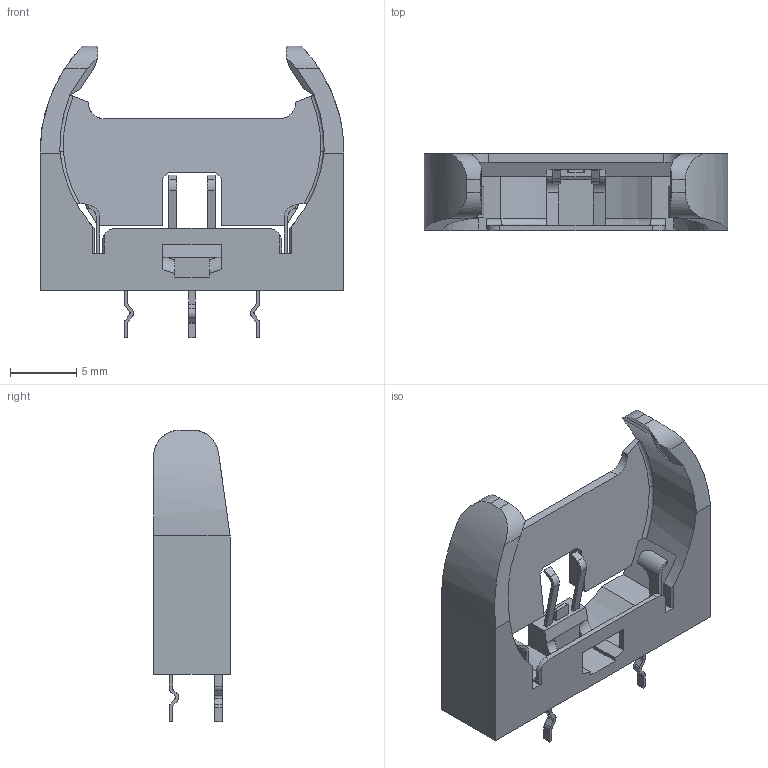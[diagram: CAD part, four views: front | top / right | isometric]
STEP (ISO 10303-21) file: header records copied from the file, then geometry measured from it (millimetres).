
FILE_DESCRIPTION((''),'2;1');
FILE_NAME('C-2-1775485-1','2021-08-16T06:02:52',('workeradm'),('TE Connectivity Ltd.'),'CREO PARAMETRIC BY PTC INC, 2021072','CREO PARAMETRIC BY PTC INC, 2021072','');
FILE_SCHEMA(('AUTOMOTIVE_DESIGN { 1 0 10303 214 1 1 1 1 }'));
Length unit declared in the file: millimetre
Products named in the file (1): C-2-1775485-1
Bounding box: 23 x 5.8 x 22.09 mm (x, y, z)
Volume: 812.6 mm3; surface area: 1357.3 mm2
Topology: 1 solids, 1 shells, 213 faces, 605 edges, 400 vertices
Faces by surface type: plane 140, cylinder 64, bspline 6, torus 3
Entity records: 7820 total; most frequent: CARTESIAN_POINT 2320, ORIENTED_EDGE 1210, DIRECTION 1036, EDGE_CURVE 605, VECTOR 420, LINE 420, VERTEX_POINT 400, AXIS2_PLACEMENT_3D 308
